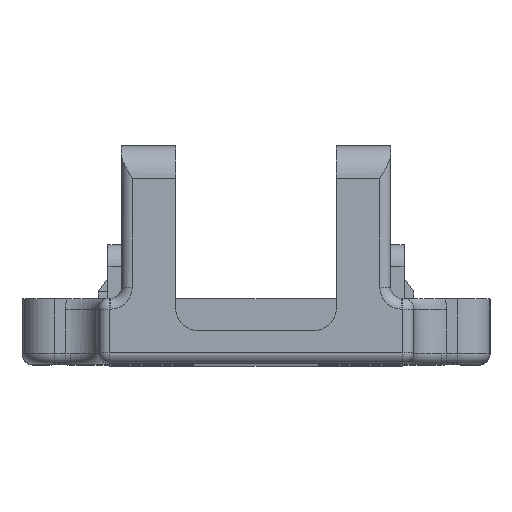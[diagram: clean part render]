
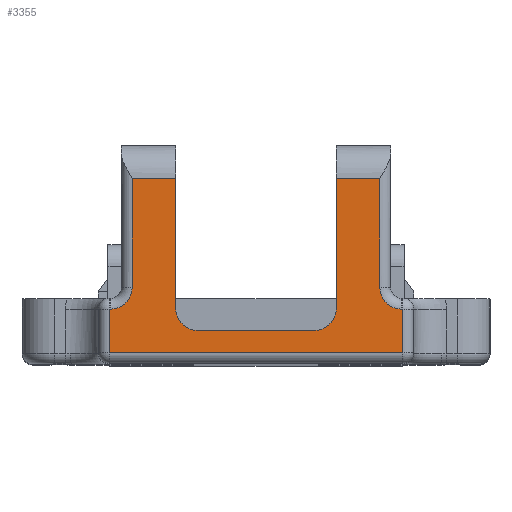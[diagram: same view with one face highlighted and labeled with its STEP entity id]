
A CAD part, top view. The second image highlights one B-rep face of the part: STEP entity #3355.
In plain terms, the highlighted planar face has unit normal (0, 0, 1).
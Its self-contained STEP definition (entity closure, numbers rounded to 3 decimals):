
#195=PLANE('',#3779);
#366=FACE_OUTER_BOUND('',#579,.T.);
#579=EDGE_LOOP('',(#3009,#3010,#3011,#3012,#3013,#3014,#3015,#3016,#3017,
#3018,#3019,#3020,#3021,#3022,#3023,#3024));
#610=LINE('',#4962,#834);
#620=LINE('',#4991,#844);
#627=LINE('',#5011,#851);
#818=LINE('',#6164,#1042);
#819=LINE('',#6166,#1043);
#820=LINE('',#6170,#1044);
#821=LINE('',#6172,#1045);
#822=LINE('',#6174,#1046);
#823=LINE('',#6176,#1047);
#824=LINE('',#6178,#1048);
#825=LINE('',#6182,#1049);
#826=LINE('',#6183,#1050);
#834=VECTOR('',#3868,10.);
#844=VECTOR('',#3892,10.);
#851=VECTOR('',#3907,10.);
#1042=VECTOR('',#4794,10.);
#1043=VECTOR('',#4795,10.);
#1044=VECTOR('',#4798,10.);
#1045=VECTOR('',#4799,10.);
#1046=VECTOR('',#4800,10.);
#1047=VECTOR('',#4801,10.);
#1048=VECTOR('',#4802,10.);
#1049=VECTOR('',#4805,10.);
#1050=VECTOR('',#4806,10.);
#1059=CIRCLE('',#3419,2.);
#1064=CIRCLE('',#3426,2.);
#1263=CIRCLE('',#3780,2.);
#1264=CIRCLE('',#3781,2.);
#1292=VERTEX_POINT('',#4955);
#1293=VERTEX_POINT('',#4957);
#1294=VERTEX_POINT('',#4961);
#1305=VERTEX_POINT('',#4984);
#1306=VERTEX_POINT('',#4986);
#1315=VERTEX_POINT('',#5009);
#1594=VERTEX_POINT('',#6163);
#1595=VERTEX_POINT('',#6165);
#1596=VERTEX_POINT('',#6167);
#1597=VERTEX_POINT('',#6169);
#1598=VERTEX_POINT('',#6171);
#1599=VERTEX_POINT('',#6173);
#1600=VERTEX_POINT('',#6175);
#1601=VERTEX_POINT('',#6177);
#1602=VERTEX_POINT('',#6179);
#1603=VERTEX_POINT('',#6181);
#1623=EDGE_CURVE('',#1292,#1293,#1059,.T.);
#1625=EDGE_CURVE('',#1294,#1293,#610,.T.);
#1637=EDGE_CURVE('',#1305,#1306,#1064,.T.);
#1640=EDGE_CURVE('',#1292,#1306,#620,.T.);
#1650=EDGE_CURVE('',#1305,#1315,#627,.T.);
#2082=EDGE_CURVE('',#1594,#1315,#818,.T.);
#2083=EDGE_CURVE('',#1595,#1594,#819,.T.);
#2084=EDGE_CURVE('',#1596,#1595,#1263,.T.);
#2085=EDGE_CURVE('',#1597,#1596,#820,.T.);
#2086=EDGE_CURVE('',#1598,#1597,#821,.T.);
#2087=EDGE_CURVE('',#1599,#1598,#822,.T.);
#2088=EDGE_CURVE('',#1600,#1599,#823,.T.);
#2089=EDGE_CURVE('',#1601,#1600,#824,.T.);
#2090=EDGE_CURVE('',#1602,#1601,#1264,.T.);
#2091=EDGE_CURVE('',#1603,#1602,#825,.T.);
#2092=EDGE_CURVE('',#1294,#1603,#826,.T.);
#3009=ORIENTED_EDGE('',*,*,#1650,.T.);
#3010=ORIENTED_EDGE('',*,*,#2082,.F.);
#3011=ORIENTED_EDGE('',*,*,#2083,.F.);
#3012=ORIENTED_EDGE('',*,*,#2084,.F.);
#3013=ORIENTED_EDGE('',*,*,#2085,.F.);
#3014=ORIENTED_EDGE('',*,*,#2086,.F.);
#3015=ORIENTED_EDGE('',*,*,#2087,.F.);
#3016=ORIENTED_EDGE('',*,*,#2088,.F.);
#3017=ORIENTED_EDGE('',*,*,#2089,.F.);
#3018=ORIENTED_EDGE('',*,*,#2090,.F.);
#3019=ORIENTED_EDGE('',*,*,#2091,.F.);
#3020=ORIENTED_EDGE('',*,*,#2092,.F.);
#3021=ORIENTED_EDGE('',*,*,#1625,.T.);
#3022=ORIENTED_EDGE('',*,*,#1623,.F.);
#3023=ORIENTED_EDGE('',*,*,#1640,.T.);
#3024=ORIENTED_EDGE('',*,*,#1637,.F.);
#3355=ADVANCED_FACE('',(#366),#195,.T.);
#3419=AXIS2_PLACEMENT_3D('',#4958,#3863,#3864);
#3426=AXIS2_PLACEMENT_3D('',#4987,#3886,#3887);
#3779=AXIS2_PLACEMENT_3D('',#6162,#4792,#4793);
#3780=AXIS2_PLACEMENT_3D('',#6168,#4796,#4797);
#3781=AXIS2_PLACEMENT_3D('',#6180,#4803,#4804);
#3863=DIRECTION('center_axis',(0.,0.,1.));
#3864=DIRECTION('ref_axis',(0.707,-0.707,0.));
#3868=DIRECTION('',(0.,-1.,0.));
#3886=DIRECTION('center_axis',(0.,0.,1.));
#3887=DIRECTION('ref_axis',(-0.707,-0.707,0.));
#3892=DIRECTION('',(-1.,0.,0.));
#3907=DIRECTION('',(0.,1.,0.));
#4792=DIRECTION('center_axis',(0.,0.,1.));
#4793=DIRECTION('ref_axis',(1.,0.,0.));
#4794=DIRECTION('',(1.,0.,0.));
#4795=DIRECTION('',(0.,1.,0.));
#4796=DIRECTION('center_axis',(0.,0.,1.));
#4797=DIRECTION('ref_axis',(0.707,-0.707,0.));
#4798=DIRECTION('',(1.,0.,0.));
#4799=DIRECTION('',(0.,1.,0.));
#4800=DIRECTION('',(-1.,0.,0.));
#4801=DIRECTION('',(0.,-1.,0.));
#4802=DIRECTION('',(1.,0.,0.));
#4803=DIRECTION('center_axis',(0.,0.,1.));
#4804=DIRECTION('ref_axis',(-0.707,-0.707,0.));
#4805=DIRECTION('',(0.,-1.,0.));
#4806=DIRECTION('',(1.,0.,0.));
#4955=CARTESIAN_POINT('',(-9.125,3.05,32.45));
#4957=CARTESIAN_POINT('',(-7.125,5.05,32.45));
#4958=CARTESIAN_POINT('Origin',(-9.125,5.05,32.45));
#4961=CARTESIAN_POINT('',(-7.125,17.,32.45));
#4962=CARTESIAN_POINT('',(-7.125,20.,32.45));
#4984=CARTESIAN_POINT('',(-21.875,5.05,32.45));
#4986=CARTESIAN_POINT('',(-19.875,3.05,32.45));
#4987=CARTESIAN_POINT('Origin',(-19.875,5.05,32.45));
#4991=CARTESIAN_POINT('',(-14.5,3.05,32.45));
#5009=CARTESIAN_POINT('',(-21.875,17.,32.45));
#5011=CARTESIAN_POINT('',(-21.875,15.,32.45));
#6162=CARTESIAN_POINT('Origin',(-14.5,10.,32.45));
#6163=CARTESIAN_POINT('',(-25.875,17.,32.45));
#6164=CARTESIAN_POINT('',(-19.438,17.,32.45));
#6165=CARTESIAN_POINT('',(-25.875,7.,32.45));
#6166=CARTESIAN_POINT('',(-25.875,8.,32.45));
#6167=CARTESIAN_POINT('',(-27.875,5.,32.45));
#6168=CARTESIAN_POINT('Origin',(-27.875,7.,32.45));
#6169=CARTESIAN_POINT('',(-28.,5.,32.45));
#6170=CARTESIAN_POINT('',(-14.5,5.,32.45));
#6171=CARTESIAN_POINT('',(-28.,1.,32.45));
#6172=CARTESIAN_POINT('',(-28.,5.,32.45));
#6173=CARTESIAN_POINT('',(-1.,1.,32.45));
#6174=CARTESIAN_POINT('',(-14.5,1.,32.45));
#6175=CARTESIAN_POINT('',(-1.,5.,32.45));
#6176=CARTESIAN_POINT('',(-1.,5.,32.45));
#6177=CARTESIAN_POINT('',(-1.125,5.,32.45));
#6178=CARTESIAN_POINT('',(-14.5,5.,32.45));
#6179=CARTESIAN_POINT('',(-3.125,7.,32.45));
#6180=CARTESIAN_POINT('Origin',(-1.125,7.,32.45));
#6181=CARTESIAN_POINT('',(-3.125,17.,32.45));
#6182=CARTESIAN_POINT('',(-3.125,8.,32.45));
#6183=CARTESIAN_POINT('',(-9.563,17.,32.45));
